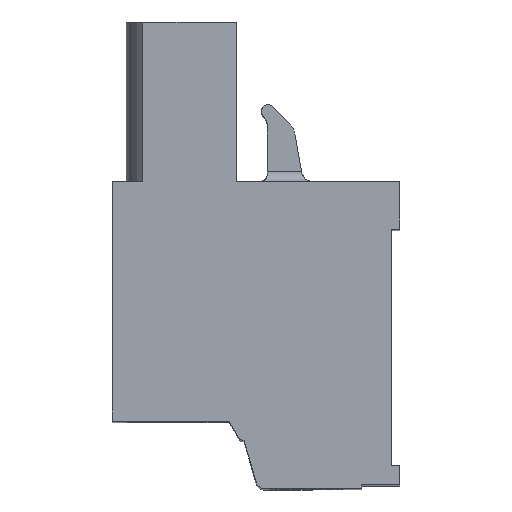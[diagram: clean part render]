
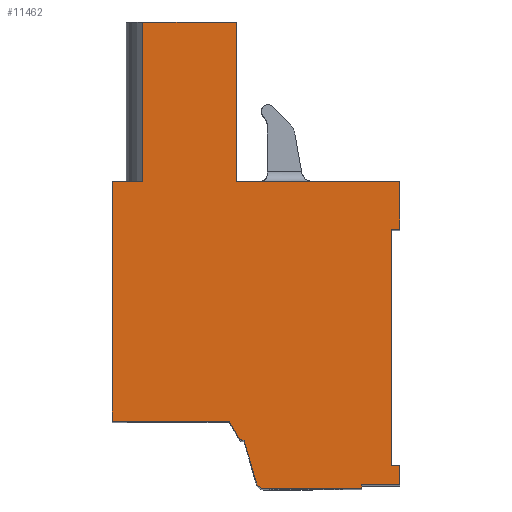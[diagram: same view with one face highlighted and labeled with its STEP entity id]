
A CAD part, top view. The second image highlights one B-rep face of the part: STEP entity #11462.
In plain terms, the highlighted planar face has unit normal (0, 0, 1).
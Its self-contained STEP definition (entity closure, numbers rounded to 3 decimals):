
#634=CARTESIAN_POINT('',(15.0,12.5,43.18));
#635=VERTEX_POINT('',#634);
#940=CARTESIAN_POINT('',(6.475,12.5,43.18));
#941=VERTEX_POINT('',#940);
#948=CARTESIAN_POINT('',(6.475,12.5,43.18));
#949=DIRECTION('',(1.0,0.0,0.0));
#950=VECTOR('',#949,8.525);
#951=LINE('',#948,#950);
#952=EDGE_CURVE('',#941,#635,#951,.T.);
#8785=CARTESIAN_POINT('',(1.6,12.5,43.18));
#8786=VERTEX_POINT('',#8785);
#8793=CARTESIAN_POINT('',(1.6,20.8,43.18));
#8794=VERTEX_POINT('',#8793);
#8795=CARTESIAN_POINT('',(1.6,20.8,43.18));
#8796=DIRECTION('',(0.0,-1.0,0.0));
#8797=VECTOR('',#8796,8.3);
#8798=LINE('',#8795,#8797);
#8799=EDGE_CURVE('',#8794,#8786,#8798,.T.);
#11311=CARTESIAN_POINT('',(7.004,8.078,43.18));
#11312=DIRECTION('',(0.0,0.0,1.0));
#11313=DIRECTION('',(1.0,0.0,0.0));
#11314=AXIS2_PLACEMENT_3D('',#11311,#11312,#11313);
#11315=PLANE('',#11314);
#11316=ORIENTED_EDGE('',*,*,#8799,.T.);
#11317=CARTESIAN_POINT('',(0.0,12.5,43.18));
#11318=VERTEX_POINT('',#11317);
#11319=CARTESIAN_POINT('',(1.6,12.5,43.18));
#11320=DIRECTION('',(-1.0,0.0,0.0));
#11321=VECTOR('',#11320,1.6);
#11322=LINE('',#11319,#11321);
#11323=EDGE_CURVE('',#8786,#11318,#11322,.T.);
#11324=ORIENTED_EDGE('',*,*,#11323,.T.);
#11325=CARTESIAN_POINT('',(0.0,0.0,43.18));
#11326=VERTEX_POINT('',#11325);
#11327=CARTESIAN_POINT('',(0.0,0.0,43.18));
#11328=DIRECTION('',(0.0,1.0,0.0));
#11329=VECTOR('',#11328,12.5);
#11330=LINE('',#11327,#11329);
#11331=EDGE_CURVE('',#11326,#11318,#11330,.T.);
#11332=ORIENTED_EDGE('',*,*,#11331,.F.);
#11333=CARTESIAN_POINT('',(6.1,0.0,43.18));
#11334=VERTEX_POINT('',#11333);
#11335=CARTESIAN_POINT('',(6.1,0.0,43.18));
#11336=DIRECTION('',(-1.0,0.0,0.0));
#11337=VECTOR('',#11336,6.1);
#11338=LINE('',#11335,#11337);
#11339=EDGE_CURVE('',#11334,#11326,#11338,.T.);
#11340=ORIENTED_EDGE('',*,*,#11339,.F.);
#11341=CARTESIAN_POINT('',(6.62,-0.9,43.18));
#11342=VERTEX_POINT('',#11341);
#11343=CARTESIAN_POINT('',(6.62,-0.9,43.18));
#11344=DIRECTION('',(-0.5,0.866,0.0));
#11345=VECTOR('',#11344,1.039);
#11346=LINE('',#11343,#11345);
#11347=EDGE_CURVE('',#11342,#11334,#11346,.T.);
#11348=ORIENTED_EDGE('',*,*,#11347,.F.);
#11349=CARTESIAN_POINT('',(6.793,-1.,43.18));
#11350=VERTEX_POINT('',#11349);
#11351=CARTESIAN_POINT('',(6.793,-0.8,43.18));
#11352=DIRECTION('',(0.0,0.0,-1.));
#11353=DIRECTION('',(0.866,0.5,0.0));
#11354=AXIS2_PLACEMENT_3D('',#11351,#11352,#11353);
#11355=CIRCLE('',#11354,0.2);
#11356=EDGE_CURVE('',#11350,#11342,#11355,.T.);
#11357=ORIENTED_EDGE('',*,*,#11356,.F.);
#11358=CARTESIAN_POINT('',(6.877,-1.,43.18));
#11359=VERTEX_POINT('',#11358);
#11360=CARTESIAN_POINT('',(6.877,-1.,43.18));
#11361=DIRECTION('',(-1.0,0.0,0.0));
#11362=VECTOR('',#11361,0.085);
#11363=LINE('',#11360,#11362);
#11364=EDGE_CURVE('',#11359,#11350,#11363,.T.);
#11365=ORIENTED_EDGE('',*,*,#11364,.F.);
#11366=CARTESIAN_POINT('',(7.515,-3.225,43.18));
#11367=VERTEX_POINT('',#11366);
#11368=CARTESIAN_POINT('',(7.515,-3.225,43.18));
#11369=DIRECTION('',(-0.276,0.961,0.0));
#11370=VECTOR('',#11369,2.315);
#11371=LINE('',#11368,#11370);
#11372=EDGE_CURVE('',#11367,#11359,#11371,.T.);
#11373=ORIENTED_EDGE('',*,*,#11372,.F.);
#11374=CARTESIAN_POINT('',(7.9,-3.515,43.18));
#11375=VERTEX_POINT('',#11374);
#11376=CARTESIAN_POINT('',(7.9,-3.115,43.18));
#11377=DIRECTION('',(0.0,0.0,-1.0));
#11378=DIRECTION('',(0.961,0.276,0.0));
#11379=AXIS2_PLACEMENT_3D('',#11376,#11377,#11378);
#11380=CIRCLE('',#11379,0.4);
#11381=EDGE_CURVE('',#11375,#11367,#11380,.T.);
#11382=ORIENTED_EDGE('',*,*,#11381,.F.);
#11383=CARTESIAN_POINT('',(13.,-3.515,43.18));
#11384=VERTEX_POINT('',#11383);
#11385=CARTESIAN_POINT('',(13.,-3.515,43.18));
#11386=DIRECTION('',(-1.0,0.0,0.0));
#11387=VECTOR('',#11386,5.1);
#11388=LINE('',#11385,#11387);
#11389=EDGE_CURVE('',#11384,#11375,#11388,.T.);
#11390=ORIENTED_EDGE('',*,*,#11389,.F.);
#11391=CARTESIAN_POINT('',(13.,-3.315,43.18));
#11392=VERTEX_POINT('',#11391);
#11393=CARTESIAN_POINT('',(13.,-3.315,43.18));
#11394=DIRECTION('',(0.0,-1.0,0.0));
#11395=VECTOR('',#11394,0.2);
#11396=LINE('',#11393,#11395);
#11397=EDGE_CURVE('',#11392,#11384,#11396,.T.);
#11398=ORIENTED_EDGE('',*,*,#11397,.F.);
#11399=CARTESIAN_POINT('',(15.,-3.315,43.18));
#11400=VERTEX_POINT('',#11399);
#11401=CARTESIAN_POINT('',(15.,-3.315,43.18));
#11402=DIRECTION('',(-1.0,0.0,0.0));
#11403=VECTOR('',#11402,2.0);
#11404=LINE('',#11401,#11403);
#11405=EDGE_CURVE('',#11400,#11392,#11404,.T.);
#11406=ORIENTED_EDGE('',*,*,#11405,.F.);
#11407=CARTESIAN_POINT('',(15.,-2.315,43.18));
#11408=VERTEX_POINT('',#11407);
#11409=CARTESIAN_POINT('',(15.,-2.315,43.18));
#11410=DIRECTION('',(0.0,-1.0,0.0));
#11411=VECTOR('',#11410,1.);
#11412=LINE('',#11409,#11411);
#11413=EDGE_CURVE('',#11408,#11400,#11412,.T.);
#11414=ORIENTED_EDGE('',*,*,#11413,.F.);
#11415=CARTESIAN_POINT('',(14.55,-2.315,43.18));
#11416=VERTEX_POINT('',#11415);
#11417=CARTESIAN_POINT('',(14.55,-2.315,43.18));
#11418=DIRECTION('',(1.0,0.0,0.0));
#11419=VECTOR('',#11418,0.45);
#11420=LINE('',#11417,#11419);
#11421=EDGE_CURVE('',#11416,#11408,#11420,.T.);
#11422=ORIENTED_EDGE('',*,*,#11421,.F.);
#11423=CARTESIAN_POINT('',(14.55,10.,43.18));
#11424=VERTEX_POINT('',#11423);
#11425=CARTESIAN_POINT('',(14.55,10.,43.18));
#11426=DIRECTION('',(0.0,-1.0,0.0));
#11427=VECTOR('',#11426,12.315);
#11428=LINE('',#11425,#11427);
#11429=EDGE_CURVE('',#11424,#11416,#11428,.T.);
#11430=ORIENTED_EDGE('',*,*,#11429,.F.);
#11431=CARTESIAN_POINT('',(15.0,10.,43.18));
#11432=VERTEX_POINT('',#11431);
#11433=CARTESIAN_POINT('',(15.0,10.,43.18));
#11434=DIRECTION('',(-1.0,0.0,0.0));
#11435=VECTOR('',#11434,0.45);
#11436=LINE('',#11433,#11435);
#11437=EDGE_CURVE('',#11432,#11424,#11436,.T.);
#11438=ORIENTED_EDGE('',*,*,#11437,.F.);
#11439=CARTESIAN_POINT('',(15.0,12.5,43.18));
#11440=DIRECTION('',(0.0,-1.0,0.0));
#11441=VECTOR('',#11440,2.5);
#11442=LINE('',#11439,#11441);
#11443=EDGE_CURVE('',#635,#11432,#11442,.T.);
#11444=ORIENTED_EDGE('',*,*,#11443,.F.);
#11445=ORIENTED_EDGE('',*,*,#952,.F.);
#11446=CARTESIAN_POINT('',(6.475,20.8,43.18));
#11447=VERTEX_POINT('',#11446);
#11448=CARTESIAN_POINT('',(6.475,20.8,43.18));
#11449=DIRECTION('',(0.0,-1.0,0.0));
#11450=VECTOR('',#11449,8.3);
#11451=LINE('',#11448,#11450);
#11452=EDGE_CURVE('',#11447,#941,#11451,.T.);
#11453=ORIENTED_EDGE('',*,*,#11452,.F.);
#11454=CARTESIAN_POINT('',(1.6,20.8,43.18));
#11455=DIRECTION('',(1.0,0.0,0.0));
#11456=VECTOR('',#11455,4.875);
#11457=LINE('',#11454,#11456);
#11458=EDGE_CURVE('',#8794,#11447,#11457,.T.);
#11459=ORIENTED_EDGE('',*,*,#11458,.F.);
#11460=EDGE_LOOP('',(#11316,#11324,#11332,#11340,#11348,#11357,#11365,#11373,#11382,#11390,#11398,#11406,#11414,#11422,#11430,#11438,#11444,#11445,#11453,#11459));
#11461=FACE_OUTER_BOUND('',#11460,.T.);
#11462=ADVANCED_FACE('',(#11461),#11315,.T.);
